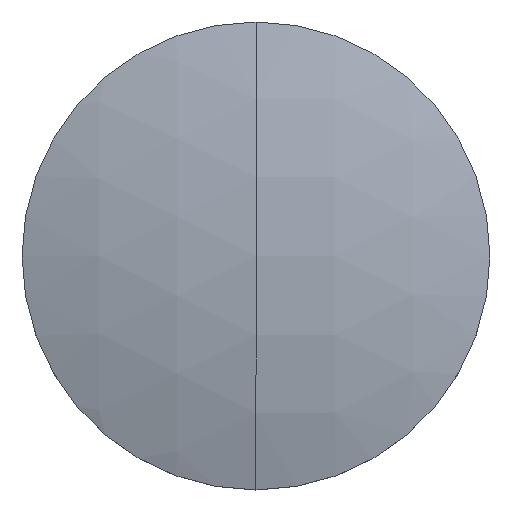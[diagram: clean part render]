
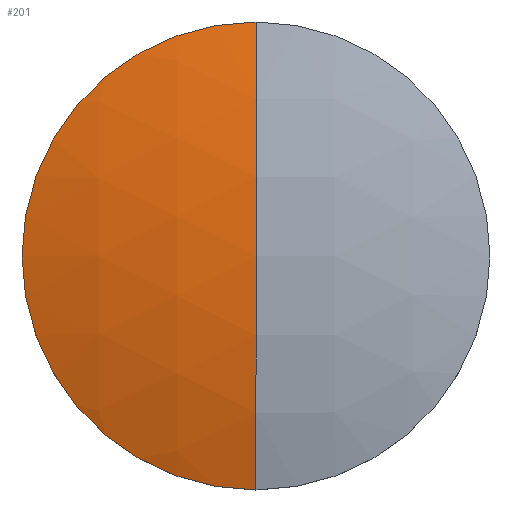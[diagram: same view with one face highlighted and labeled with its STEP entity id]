
A CAD part, top view. The second image highlights one B-rep face of the part: STEP entity #201.
In plain terms, the highlighted spherical face has radius 51.5 mm.
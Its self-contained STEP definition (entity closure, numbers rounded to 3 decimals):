
#52 = CARTESIAN_POINT ( 'NONE',  ( -15., 0., 0.132 ) ) ;
#54 = SPHERICAL_SURFACE ( 'NONE', #96, 51.5 ) ;
#62 = DIRECTION ( 'NONE',  ( 0., 0., 1. ) ) ;
#66 = FACE_OUTER_BOUND ( 'NONE', #202, .T. ) ;
#67 = CARTESIAN_POINT ( 'NONE',  ( 0., 0., 0.132 ) ) ;
#75 = DIRECTION ( 'NONE',  ( 1., 0., 0. ) ) ;
#79 = CARTESIAN_POINT ( 'NONE',  ( 0., 15., 0.132 ) ) ;
#80 = CIRCLE ( 'NONE', #83, 15. ) ;
#83 = AXIS2_PLACEMENT_3D ( 'NONE', #67, #62, #75 ) ;
#88 = DIRECTION ( 'NONE',  ( 1., 0., 0. ) ) ;
#89 = DIRECTION ( 'NONE',  ( 0., 0., 1. ) ) ;
#90 = CARTESIAN_POINT ( 'NONE',  ( 0., 0., 0.132 ) ) ;
#91 = AXIS2_PLACEMENT_3D ( 'NONE', #90, #89, #88 ) ;
#93 = CIRCLE ( 'NONE', #91, 15. ) ;
#94 = DIRECTION ( 'NONE',  ( -1., 0., 0. ) ) ;
#95 = CARTESIAN_POINT ( 'NONE',  ( 0., 0., -49.135 ) ) ;
#96 = AXIS2_PLACEMENT_3D ( 'NONE', #95, #94, #97 ) ;
#97 = DIRECTION ( 'NONE',  ( 0., 1., 0. ) ) ;
#99 = DIRECTION ( 'NONE',  ( 0., 0., -1. ) ) ;
#100 = DIRECTION ( 'NONE',  ( 1., 0., 0. ) ) ;
#104 = AXIS2_PLACEMENT_3D ( 'NONE', #105, #121, #106 ) ;
#105 = CARTESIAN_POINT ( 'NONE',  ( 0., 0., -49.135 ) ) ;
#106 = DIRECTION ( 'NONE',  ( 0., -1., 0. ) ) ;
#117 = CIRCLE ( 'NONE', #119, 51.5 ) ;
#119 = AXIS2_PLACEMENT_3D ( 'NONE', #127, #100, #99 ) ;
#120 = CIRCLE ( 'NONE', #104, 51.5 ) ;
#121 = DIRECTION ( 'NONE',  ( -1., 0., 0. ) ) ;
#122 = CARTESIAN_POINT ( 'NONE',  ( 0., -15., 0.132 ) ) ;
#127 = CARTESIAN_POINT ( 'NONE',  ( 0., 0., -49.135 ) ) ;
#128 = CARTESIAN_POINT ( 'NONE',  ( 0., 0., 2.365 ) ) ;
#180 = VERTEX_POINT ( 'NONE', #52 ) ;
#194 = EDGE_CURVE ( 'NONE', #195, #180, #80, .T. ) ;
#195 = VERTEX_POINT ( 'NONE', #79 ) ;
#201 = ADVANCED_FACE ( 'NONE', ( #66 ), #54, .T. ) ;
#202 = EDGE_LOOP ( 'NONE', ( #203, #231, #254, #257 ) ) ;
#203 = ORIENTED_EDGE ( 'NONE', *, *, #194, .T. ) ;
#231 = ORIENTED_EDGE ( 'NONE', *, *, #232, .T. ) ;
#232 = EDGE_CURVE ( 'NONE', #180, #233, #93, .T. ) ;
#233 = VERTEX_POINT ( 'NONE', #122 ) ;
#254 = ORIENTED_EDGE ( 'NONE', *, *, #255, .T. ) ;
#255 = EDGE_CURVE ( 'NONE', #233, #256, #120, .T. ) ;
#256 = VERTEX_POINT ( 'NONE', #128 ) ;
#257 = ORIENTED_EDGE ( 'NONE', *, *, #258, .F. ) ;
#258 = EDGE_CURVE ( 'NONE', #195, #256, #117, .T. ) ;
